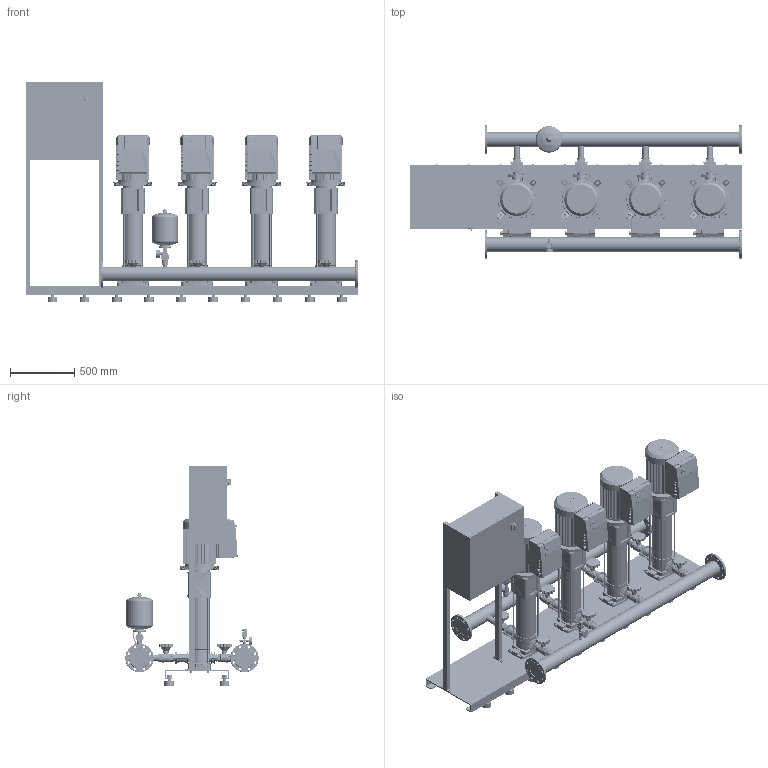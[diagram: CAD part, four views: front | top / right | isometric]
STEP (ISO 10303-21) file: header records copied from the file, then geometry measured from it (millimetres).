
FILE_DESCRIPTION((''),'2;1');
FILE_NAME('3d_COR-4HELIXVE1606_K_CCE-01-2532340.stp','2015-10-05T07:14:55',(''),(''),'Mechanical Desktop 2009','Mechanical Desktop 2009',', , ');
FILE_SCHEMA(('CONFIG_CONTROL_DESIGN'));
Length unit declared in the file: millimetre
Products named in the file (1): Product
Bounding box: 2580 x 1036 x 1705 mm (x, y, z)
Volume: 362345725.5 mm3; surface area: 19191717 mm2
Topology: 238 solids, 238 shells, 7337 faces, 18447 edges, 11875 vertices
Faces by surface type: cylinder 2486, plane 2178, bspline 1964, torus 332, cone 273, sphere 104
Entity records: 241647 total; most frequent: CARTESIAN_POINT 68095, ORIENTED_EDGE 36674, DIRECTION 34898, EDGE_CURVE 18337, AXIS2_PLACEMENT_3D 12323, VERTEX_POINT 11869, VECTOR 10252, LINE 10252
